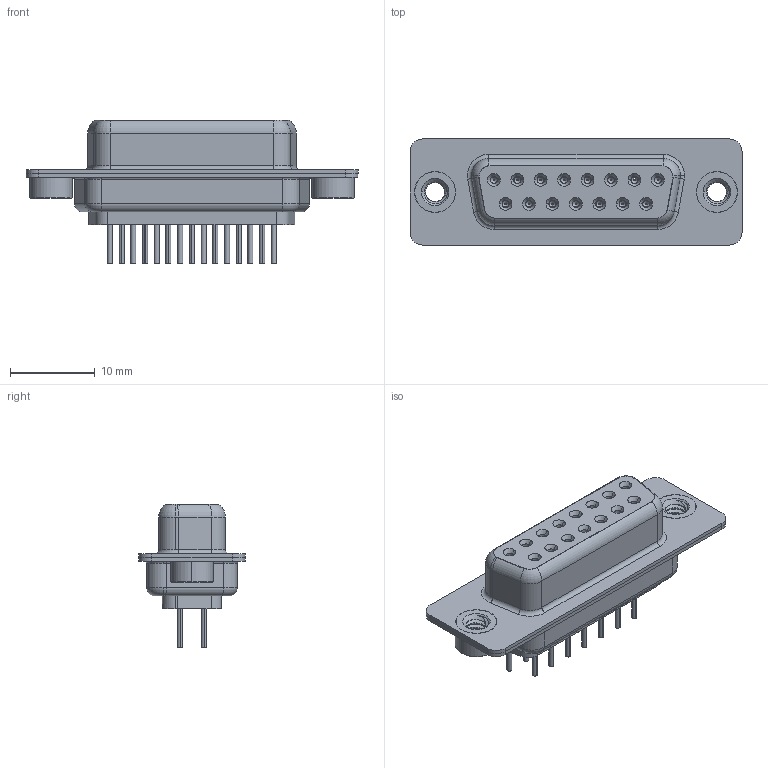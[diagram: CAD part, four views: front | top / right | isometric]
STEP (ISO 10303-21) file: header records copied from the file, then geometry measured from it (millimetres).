
FILE_DESCRIPTION (( 'STEP AP203' ), '1' );
FILE_NAME ('MHDD-15FNS-C1.STEP', '2025-11-12T16:47:22', ( '' ), ( '' ), 'SwSTEP 2.0', 'SolidWorks 2023', '' );
FILE_SCHEMA (( 'CONFIG_CONTROL_DESIGN' ));
Length unit declared in the file: millimetre
Products named in the file (7): MHDD Housing_15 LP; MHDD Shell Rear_15 Contacts; MHDD Contact Row 2_20L; MHDD Shell Front_15 Contacts; MHDD-15FNS-C1; MHDD 4-40 Threaded Standoff BS; MHDD Contact Row 1_20L
Assembly tree (20 placements, depth 2):
  MHDD-15FNS-C1
    MHDD Housing_15 LP
    MHDD Shell Front_15 Contacts
    MHDD Shell Rear_15 Contacts
    MHDD Contact Row 1_20L  x8
    MHDD Contact Row 2_20L  x7
    MHDD 4-40 Threaded Standoff BS  x2
Bounding box: 39.25 x 12.55 x 17.02 mm (x, y, z)
Volume: 2519 mm3; surface area: 6228.7 mm2
Topology: 20 solids, 20 shells, 2184 faces, 5543 edges, 3440 vertices
Faces by surface type: cylinder 630, plane 532, torus 447, bspline 306, cone 269
Entity records: 24007 total; most frequent: CARTESIAN_POINT 7311, DIRECTION 3384, ORIENTED_EDGE 3210, EDGE_CURVE 1605, AXIS2_PLACEMENT_3D 1407, VERTEX_POINT 1006, EDGE_LOOP 763, CIRCLE 762
